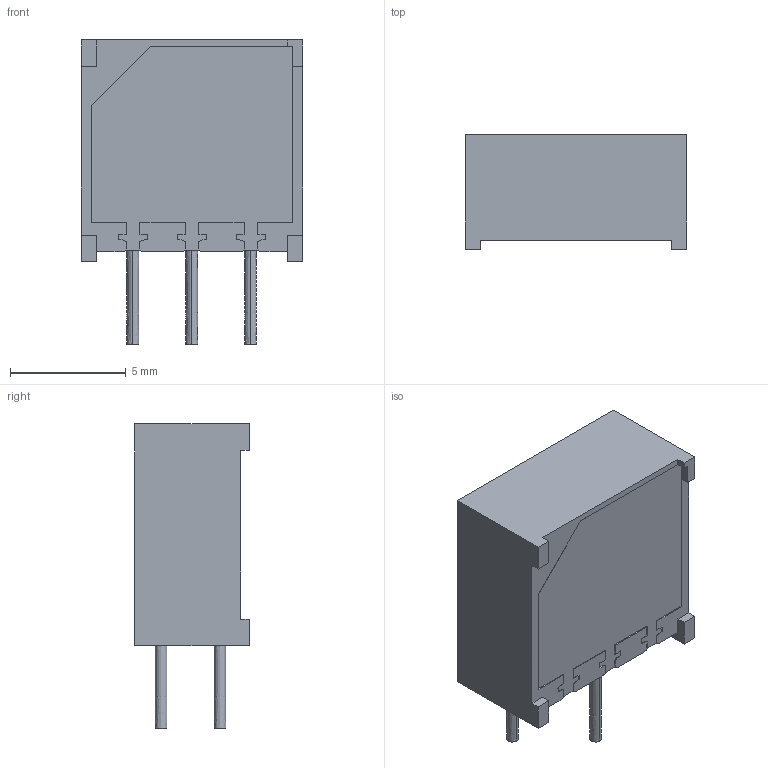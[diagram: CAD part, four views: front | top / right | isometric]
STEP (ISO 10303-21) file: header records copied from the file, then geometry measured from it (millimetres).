
FILE_DESCRIPTION((''),'2;1');
FILE_NAME('30338-71700_ASM','2012-03-06T',('minhn'),('Bourns, Inc.'),'PRO/ENGINEER BY PARAMETRIC TECHNOLOGY CORPORATION, 2001200','PRO/ENGINEER BY PARAMETRIC TECHNOLOGY CORPORATION, 2001200','');
FILE_SCHEMA(('AUTOMOTIVE_DESIGN_CC2 { 1 2 10303 214 -1 1 5 2 }'));
Length unit declared in the file: inch
Products named in the file (2): 33756-68000; 30338-71700_ASM
Assembly tree (1 placements, depth 2):
  30338-71700_ASM
    33756-68000
Bounding box: 9.58 x 4.95 x 13.13 mm (x, y, z)
Volume: 388.5 mm3; surface area: 499.7 mm2
Topology: 1 solids, 1 shells, 189 faces, 510 edges, 334 vertices
Faces by surface type: bspline 189
Entity records: 8610 total; most frequent: CARTESIAN_POINT 2783, ORIENTED_EDGE 1020, DIRECTION 622, PRESENTATION_STYLE_ASSIGNMENT 511, STYLED_ITEM 511, CURVE_STYLE 510, EDGE_CURVE 510, VECTOR 396
